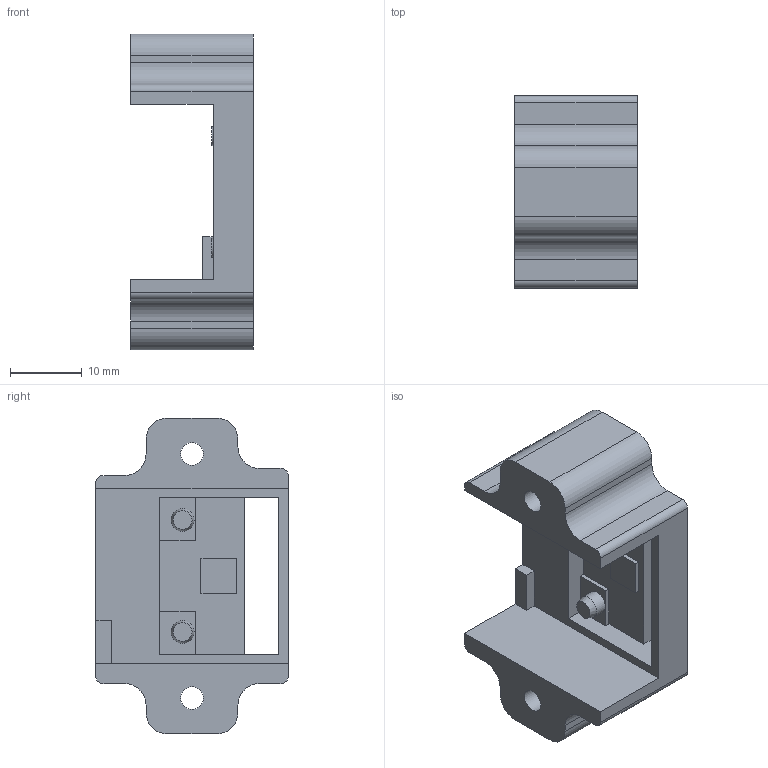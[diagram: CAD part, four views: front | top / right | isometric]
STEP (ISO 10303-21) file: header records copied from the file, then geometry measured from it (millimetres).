
FILE_DESCRIPTION(/* description */ (''),/* implementation_level */ '2;1');
FILE_NAME(/* name */ 'case.step',/* time_stamp */ '2021-08-27T15:50:24+08:00',/* author */ (''),/* organization */ (''),/* preprocessor_version */ 'ST-DEVELOPER v18.1',/* originating_system */ 'Autodesk Translation Framework v10.10.0.1391',/* authorisation */ '');
FILE_SCHEMA (('AUTOMOTIVE_DESIGN { 1 0 10303 214 3 1 1 }'));
Length unit declared in the file: millimetre
Products named in the file (1): case
Bounding box: 17.1 x 26.8 x 44 mm (x, y, z)
Volume: 7023.3 mm3; surface area: 5109.5 mm2
Topology: 1 solids, 1 shells, 104 faces, 274 edges, 182 vertices
Faces by surface type: plane 76, cylinder 26, cone 2
Full cylindrical faces by diameter (mm): 3.2 x4
Entity records: 3241 total; most frequent: CARTESIAN_POINT 561, ORIENTED_EDGE 548, DIRECTION 538, EDGE_CURVE 274, LINE 220, VECTOR 220, VERTEX_POINT 182, AXIS2_PLACEMENT_3D 159
